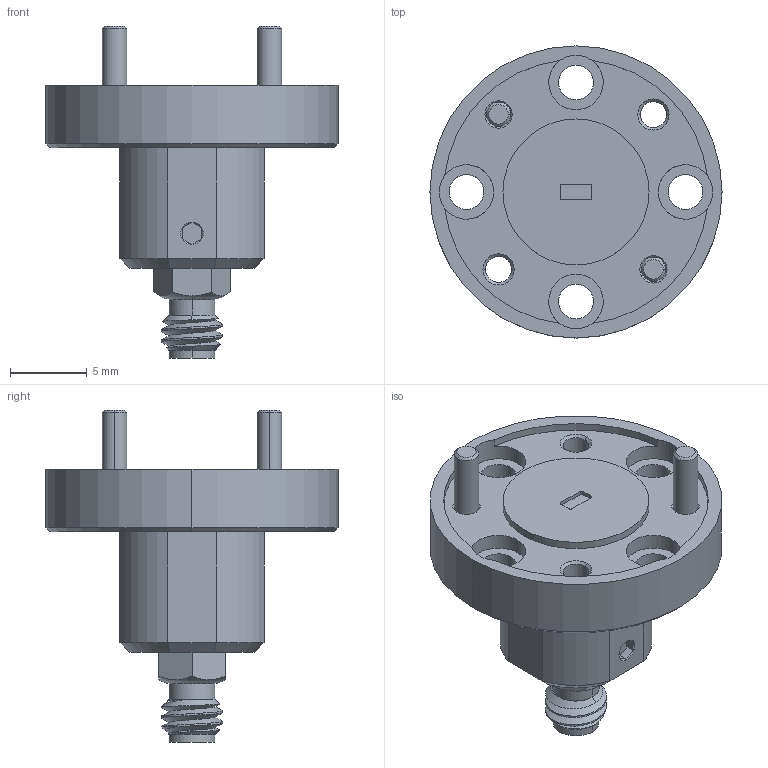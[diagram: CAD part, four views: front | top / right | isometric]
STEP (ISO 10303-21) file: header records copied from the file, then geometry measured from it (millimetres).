
FILE_DESCRIPTION (( 'STEP AP214' ), '1' );
FILE_NAME ('WC-FE-A, Female Defeatured.STEP', '2024-04-08T19:08:54', ( '' ), ( '' ), 'SwSTEP 2.0', 'SolidWorks 2021', '' );
FILE_SCHEMA (( 'AUTOMOTIVE_DESIGN' ));
Length unit declared in the file: inch
Products named in the file (1): WC-FE-A, Female Defeatured
Bounding box: 19.05 x 19.05 x 21.65 mm (x, y, z)
Volume: 1632 mm3; surface area: 1413.6 mm2
Topology: 3 solids, 3 shells, 165 faces, 400 edges, 250 vertices
Faces by surface type: cylinder 58, plane 52, cone 49, bspline 4, torus 2
Entity records: 7872 total; most frequent: CARTESIAN_POINT 1857, DIRECTION 819, ORIENTED_EDGE 800, EDGE_CURVE 400, AXIS2_PLACEMENT_3D 332, VERTEX_POINT 250, EDGE_LOOP 190, CIRCLE 170
